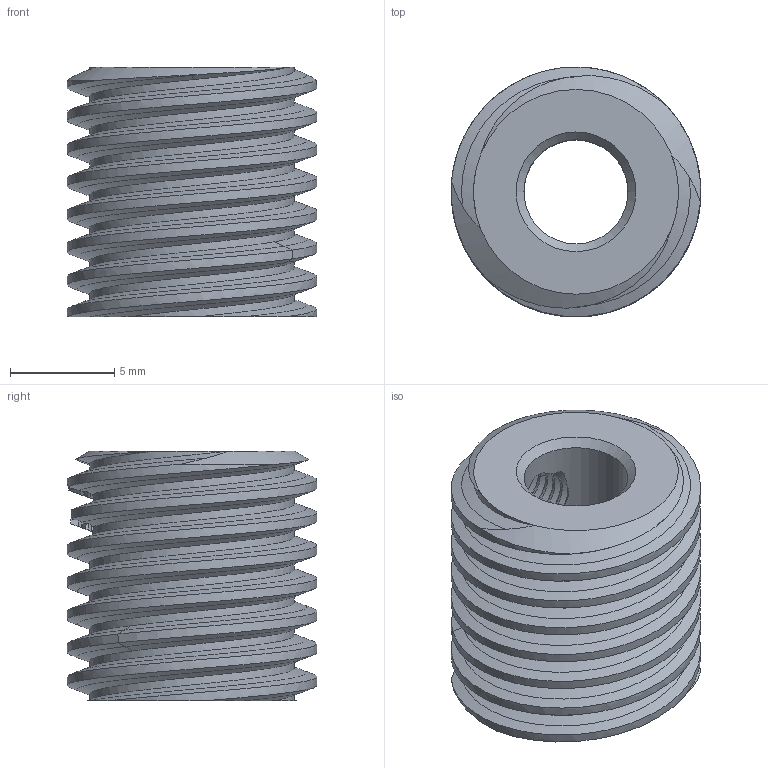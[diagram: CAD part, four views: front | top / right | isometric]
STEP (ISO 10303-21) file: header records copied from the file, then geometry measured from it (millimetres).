
FILE_DESCRIPTION(/* description */ (''),/* implementation_level */ '2;1');
FILE_NAME(/* name */ 'KHK SW0.5-R2.step',/* time_stamp */ '2025-05-15T11:17:18+01:00',/* author */ (''),/* organization */ (''),/* preprocessor_version */ 'ST-DEVELOPER v20.1',/* originating_system */ 'Autodesk Translation Framework v14.4.0.0',/* authorisation */ '');
FILE_SCHEMA (('AUTOMOTIVE_DESIGN { 1 0 10303 214 3 1 1 }'));
Length unit declared in the file: millimetre
Products named in the file (1): KHK SW0.5-R2
Bounding box: 12 x 12 x 12 mm (x, y, z)
Volume: 872 mm3; surface area: 1153.2 mm2
Topology: 1 solids, 1 shells, 94 faces, 265 edges, 172 vertices
Faces by surface type: bspline 62, cylinder 25, plane 4, cone 3
Full cylindrical faces by diameter (mm): 3 x4, 5 x1, 9.843 x3
Entity records: 14510 total; most frequent: CARTESIAN_POINT 12622, ORIENTED_EDGE 530, EDGE_CURVE 265, B_SPLINE_CURVE_WITH_KNOTS 207, VERTEX_POINT 172, DIRECTION 146, EDGE_LOOP 97, FACE_OUTER_BOUND 94
